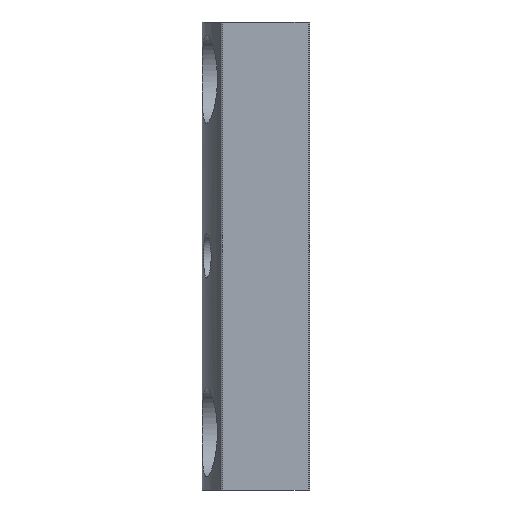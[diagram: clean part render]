
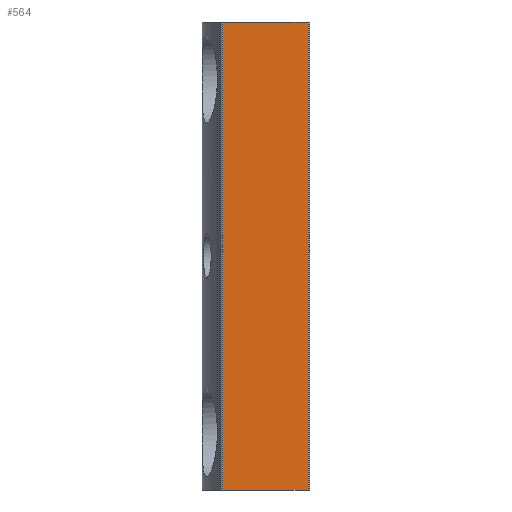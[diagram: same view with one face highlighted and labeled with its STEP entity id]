
A CAD part, left-side view. The second image highlights one B-rep face of the part: STEP entity #564.
In plain terms, the highlighted planar face has unit normal (-1, 0, 0).
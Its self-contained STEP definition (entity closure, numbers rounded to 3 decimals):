
#28=PLANE('',#613);
#43=LINE('',#913,#84);
#44=LINE('',#916,#85);
#45=LINE('',#918,#86);
#46=LINE('',#920,#87);
#84=VECTOR('',#691,1000.);
#85=VECTOR('',#692,1000.);
#86=VECTOR('',#693,1000.);
#87=VECTOR('',#694,1000.);
#165=ORIENTED_EDGE('',*,*,#323,.T.);
#166=ORIENTED_EDGE('',*,*,#324,.F.);
#167=ORIENTED_EDGE('',*,*,#325,.F.);
#168=ORIENTED_EDGE('',*,*,#326,.T.);
#323=EDGE_CURVE('',#402,#403,#43,.T.);
#324=EDGE_CURVE('',#404,#403,#44,.T.);
#325=EDGE_CURVE('',#405,#404,#45,.T.);
#326=EDGE_CURVE('',#405,#402,#46,.T.);
#402=VERTEX_POINT('',#914);
#403=VERTEX_POINT('',#915);
#404=VERTEX_POINT('',#917);
#405=VERTEX_POINT('',#919);
#458=EDGE_LOOP('',(#165,#166,#167,#168));
#503=FACE_BOUND('',#458,.T.);
#564=ADVANCED_FACE('',(#503),#28,.F.);
#613=AXIS2_PLACEMENT_3D('',#912,#689,#690);
#689=DIRECTION('',(1.,0.,0.));
#690=DIRECTION('',(0.,0.,-1.));
#691=DIRECTION('',(0.,-1.,0.));
#692=DIRECTION('',(0.,0.,-1.));
#693=DIRECTION('',(0.,-1.,0.));
#694=DIRECTION('',(0.,0.,-1.));
#912=CARTESIAN_POINT('',(0.,9.893,26.5));
#913=CARTESIAN_POINT('',(0.,9.893,-26.5));
#914=CARTESIAN_POINT('',(0.,9.893,-26.5));
#915=CARTESIAN_POINT('',(0.,0.2,-26.5));
#916=CARTESIAN_POINT('',(0.,0.2,26.5));
#917=CARTESIAN_POINT('',(0.,0.2,26.5));
#918=CARTESIAN_POINT('',(0.,9.893,26.5));
#919=CARTESIAN_POINT('',(0.,9.893,26.5));
#920=CARTESIAN_POINT('',(0.,9.893,26.5));
